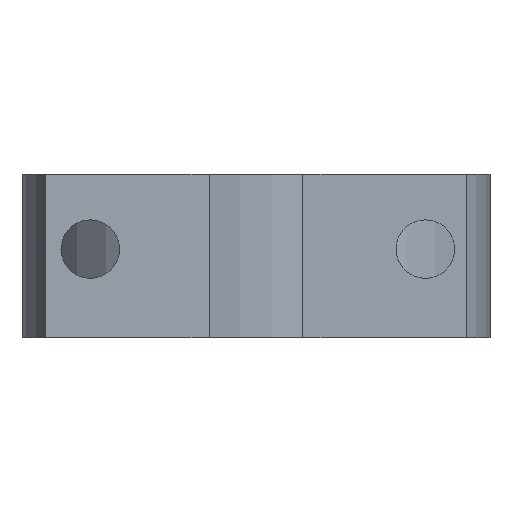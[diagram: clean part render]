
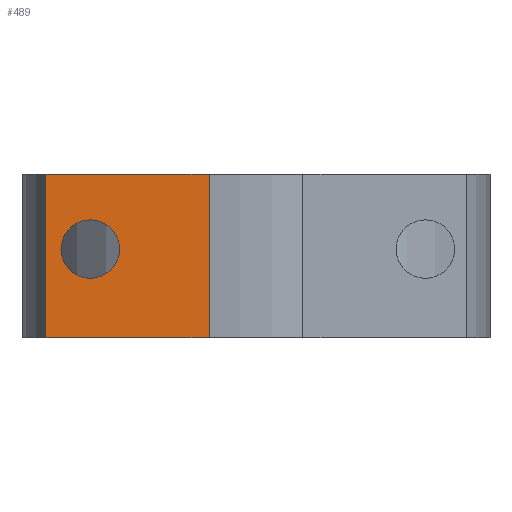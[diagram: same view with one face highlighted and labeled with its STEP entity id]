
A CAD part, front view. The second image highlights one B-rep face of the part: STEP entity #489.
In plain terms, the highlighted planar face has unit normal (0, -1, 0).
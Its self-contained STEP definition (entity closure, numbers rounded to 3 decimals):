
#3 = CARTESIAN_POINT ( 'NONE',  ( -9.005, -71.657, 7. ) ) ;
#4 = CARTESIAN_POINT ( 'NONE',  ( -7.085, -71.657, 3.795 ) ) ;
#7 = LINE ( 'NONE', #3, #699 ) ;
#12 = CARTESIAN_POINT ( 'NONE',  ( -7.085, -71.657, 3.795 ) ) ;
#51 = VERTEX_POINT ( 'NONE', #563 ) ;
#55 = DIRECTION ( 'NONE',  ( 1., 0., 0. ) ) ;
#63 = CIRCLE ( 'NONE', #292, 1.25 ) ;
#72 = EDGE_LOOP ( 'NONE', ( #293, #153 ) ) ;
#74 = LINE ( 'NONE', #429, #333 ) ;
#83 = DIRECTION ( 'NONE',  ( 0., 0., -1. ) ) ;
#86 = AXIS2_PLACEMENT_3D ( 'NONE', #464, #175, #404 ) ;
#140 = CARTESIAN_POINT ( 'NONE',  ( -2.005, -71.657, 0. ) ) ;
#153 = ORIENTED_EDGE ( 'NONE', *, *, #361, .T. ) ;
#161 = ORIENTED_EDGE ( 'NONE', *, *, #367, .T. ) ;
#163 = ORIENTED_EDGE ( 'NONE', *, *, #715, .F. ) ;
#169 = DIRECTION ( 'NONE',  ( 0., 1., 0. ) ) ;
#175 = DIRECTION ( 'NONE',  ( 0., 1., 0. ) ) ;
#176 = DIRECTION ( 'NONE',  ( 0., 0., 1. ) ) ;
#181 = CARTESIAN_POINT ( 'NONE',  ( -9.005, -71.657, 0. ) ) ;
#190 = CARTESIAN_POINT ( 'NONE',  ( -9.005, -71.657, 7. ) ) ;
#196 = EDGE_CURVE ( 'NONE', #551, #455, #74, .T. ) ;
#214 = VERTEX_POINT ( 'NONE', #140 ) ;
#229 = PLANE ( 'NONE',  #86 ) ;
#235 = DIRECTION ( 'NONE',  ( 0., 0., 1. ) ) ;
#242 = VERTEX_POINT ( 'NONE', #535 ) ;
#292 = AXIS2_PLACEMENT_3D ( 'NONE', #4, #465, #176 ) ;
#293 = ORIENTED_EDGE ( 'NONE', *, *, #301, .T. ) ;
#301 = EDGE_CURVE ( 'NONE', #51, #242, #63, .T. ) ;
#333 = VECTOR ( 'NONE', #83, 1000. ) ;
#335 = VERTEX_POINT ( 'NONE', #568 ) ;
#361 = EDGE_CURVE ( 'NONE', #242, #51, #724, .T. ) ;
#367 = EDGE_CURVE ( 'NONE', #455, #214, #518, .T. ) ;
#377 = CARTESIAN_POINT ( 'NONE',  ( -2.005, -71.657, 7. ) ) ;
#404 = DIRECTION ( 'NONE',  ( 0., 0., 1. ) ) ;
#429 = CARTESIAN_POINT ( 'NONE',  ( -9.005, -71.657, 7. ) ) ;
#441 = EDGE_LOOP ( 'NONE', ( #161, #163, #683, #454 ) ) ;
#454 = ORIENTED_EDGE ( 'NONE', *, *, #196, .T. ) ;
#455 = VERTEX_POINT ( 'NONE', #522 ) ;
#461 = EDGE_CURVE ( 'NONE', #551, #335, #7, .T. ) ;
#464 = CARTESIAN_POINT ( 'NONE',  ( -9.005, -71.657, 7. ) ) ;
#465 = DIRECTION ( 'NONE',  ( 0., 1., 0. ) ) ;
#489 = ADVANCED_FACE ( 'NONE', ( #511, #612 ), #229, .F. ) ;
#511 = FACE_BOUND ( 'NONE', #72, .T. ) ;
#518 = LINE ( 'NONE', #181, #669 ) ;
#520 = AXIS2_PLACEMENT_3D ( 'NONE', #12, #169, #235 ) ;
#522 = CARTESIAN_POINT ( 'NONE',  ( -9.005, -71.657, 0. ) ) ;
#535 = CARTESIAN_POINT ( 'NONE',  ( -7.085, -71.657, 2.545 ) ) ;
#543 = DIRECTION ( 'NONE',  ( 0., 0., -1. ) ) ;
#551 = VERTEX_POINT ( 'NONE', #190 ) ;
#563 = CARTESIAN_POINT ( 'NONE',  ( -7.085, -71.657, 5.045 ) ) ;
#568 = CARTESIAN_POINT ( 'NONE',  ( -2.005, -71.657, 7. ) ) ;
#612 = FACE_OUTER_BOUND ( 'NONE', #441, .T. ) ;
#636 = DIRECTION ( 'NONE',  ( 1., 0., 0. ) ) ;
#669 = VECTOR ( 'NONE', #636, 1000. ) ;
#674 = LINE ( 'NONE', #377, #692 ) ;
#683 = ORIENTED_EDGE ( 'NONE', *, *, #461, .F. ) ;
#692 = VECTOR ( 'NONE', #543, 1000. ) ;
#699 = VECTOR ( 'NONE', #55, 1000. ) ;
#715 = EDGE_CURVE ( 'NONE', #335, #214, #674, .T. ) ;
#724 = CIRCLE ( 'NONE', #520, 1.25 ) ;
